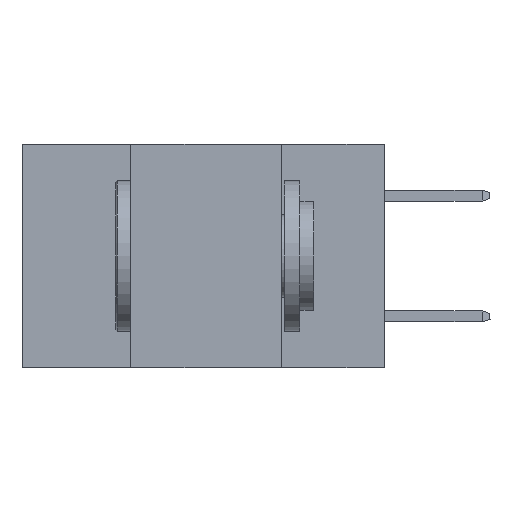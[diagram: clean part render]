
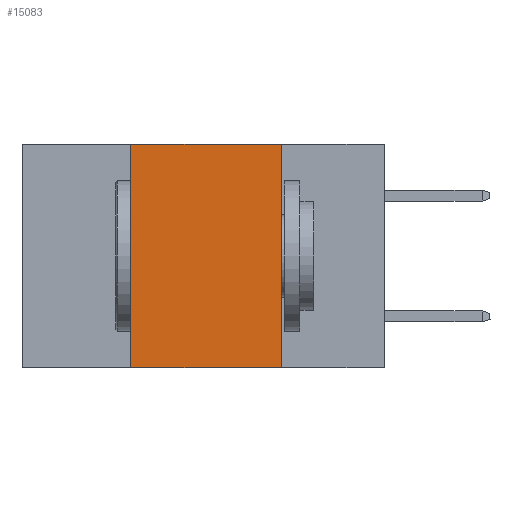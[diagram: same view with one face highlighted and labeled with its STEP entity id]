
A CAD part, left-side view. The second image highlights one B-rep face of the part: STEP entity #15083.
In plain terms, the highlighted planar face has unit normal (-1, 0, 0).
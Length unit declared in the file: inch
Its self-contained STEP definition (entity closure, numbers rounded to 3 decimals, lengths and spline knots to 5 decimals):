
#613 = FACE_OUTER_BOUND ( 'NONE', #16040, .T. ) ;
#847 = VECTOR ( 'NONE', #19847, 39.37008 ) ;
#1205 = VECTOR ( 'NONE', #19783, 39.37008 ) ;
#1368 = VERTEX_POINT ( 'NONE', #20532 ) ;
#1821 = CARTESIAN_POINT ( 'NONE',  ( 0., 0.42, -0.37 ) ) ;
#2343 = VERTEX_POINT ( 'NONE', #2871 ) ;
#2357 = VERTEX_POINT ( 'NONE', #2723 ) ;
#2457 = EDGE_CURVE ( 'NONE', #2343, #2357, #14044, .T. ) ;
#2723 = CARTESIAN_POINT ( 'NONE',  ( 0., 0.17, 0. ) ) ;
#2871 = CARTESIAN_POINT ( 'NONE',  ( 0., 0.42, 0. ) ) ;
#4324 = ORIENTED_EDGE ( 'NONE', *, *, #13518, .T. ) ;
#4745 = CARTESIAN_POINT ( 'NONE',  ( 0., 0.17, -0.37 ) ) ;
#5031 = CARTESIAN_POINT ( 'NONE',  ( 0., 0.42, -0.37 ) ) ;
#6190 = EDGE_CURVE ( 'NONE', #2357, #1368, #21192, .T. ) ;
#6931 = DIRECTION ( 'NONE',  ( 0., 0., 1. ) ) ;
#7205 = PLANE ( 'NONE',  #13600 ) ;
#9309 = ORIENTED_EDGE ( 'NONE', *, *, #21760, .F. ) ;
#10518 = ORIENTED_EDGE ( 'NONE', *, *, #6190, .F. ) ;
#11017 = DIRECTION ( 'NONE',  ( 0., 0., -1. ) ) ;
#12678 = VECTOR ( 'NONE', #6931, 39.37008 ) ;
#13518 = EDGE_CURVE ( 'NONE', #16454, #1368, #15852, .T. ) ;
#13600 = AXIS2_PLACEMENT_3D ( 'NONE', #20358, #22223, #11017 ) ;
#14044 = LINE ( 'NONE', #15548, #19007 ) ;
#14351 = ORIENTED_EDGE ( 'NONE', *, *, #2457, .F. ) ;
#15083 = ADVANCED_FACE ( 'NONE', ( #613 ), #7205, .F. ) ;
#15264 = DIRECTION ( 'NONE',  ( 0., -1., 0. ) ) ;
#15548 = CARTESIAN_POINT ( 'NONE',  ( 0., 0.6, 0. ) ) ;
#15852 = LINE ( 'NONE', #16081, #847 ) ;
#16040 = EDGE_LOOP ( 'NONE', ( #10518, #14351, #9309, #4324 ) ) ;
#16081 = CARTESIAN_POINT ( 'NONE',  ( 0., 0.6, -0.37 ) ) ;
#16454 = VERTEX_POINT ( 'NONE', #1821 ) ;
#17656 = LINE ( 'NONE', #5031, #12678 ) ;
#19007 = VECTOR ( 'NONE', #15264, 39.37008 ) ;
#19783 = DIRECTION ( 'NONE',  ( 0., 0., -1. ) ) ;
#19847 = DIRECTION ( 'NONE',  ( 0., -1., 0. ) ) ;
#20358 = CARTESIAN_POINT ( 'NONE',  ( 0., 0.6, 0. ) ) ;
#20532 = CARTESIAN_POINT ( 'NONE',  ( 0., 0.17, -0.37 ) ) ;
#21192 = LINE ( 'NONE', #4745, #1205 ) ;
#21760 = EDGE_CURVE ( 'NONE', #16454, #2343, #17656, .T. ) ;
#22223 = DIRECTION ( 'NONE',  ( 1., 0., 0. ) ) ;
